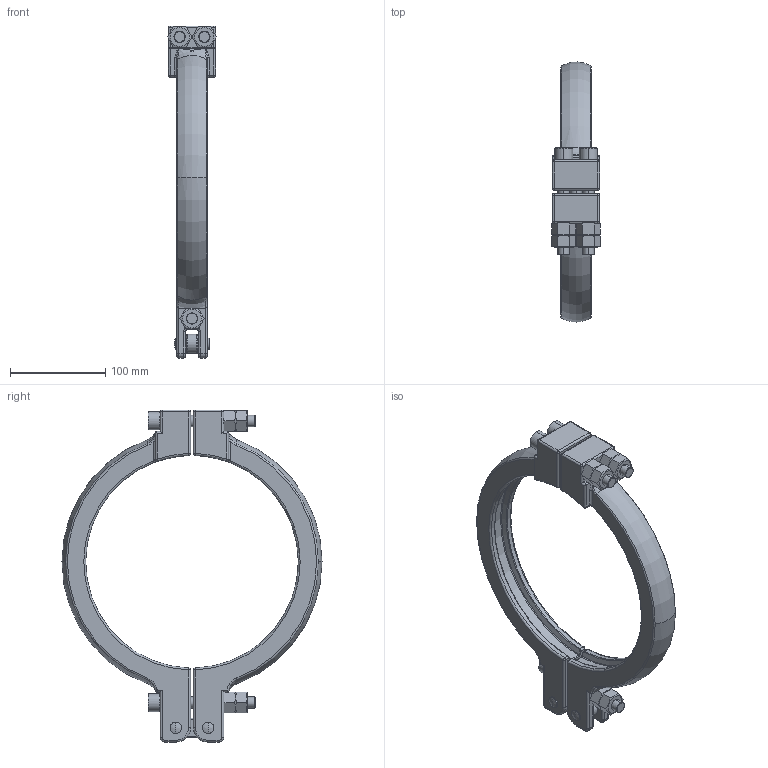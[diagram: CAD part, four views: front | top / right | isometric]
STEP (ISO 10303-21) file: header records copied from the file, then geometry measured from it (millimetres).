
FILE_DESCRIPTION (( 'STEP AP214' ), '1' );
FILE_NAME ('CL.AS8.0858 BLOCK.STEP', '2019-05-23T09:06:34', ( '' ), ( '' ), 'SwSTEP 2.0', 'SolidWorks 2019', '' );
FILE_SCHEMA (( 'AUTOMOTIVE_DESIGN' ));
Length unit declared in the file: millimetre
Products named in the file (1): CL.AS8.0858 BLOCK
Bounding box: 51.4 x 273.43 x 349 mm (x, y, z)
Volume: 762497.8 mm3; surface area: 149201.2 mm2
Topology: 4 solids, 4 shells, 494 faces, 1157 edges, 673 vertices
Faces by surface type: cylinder 158, plane 129, cone 72, bspline 54, torus 53, sphere 28
Entity records: 16563 total; most frequent: CARTESIAN_POINT 5663, ORIENTED_EDGE 2274, DIRECTION 2266, EDGE_CURVE 1137, AXIS2_PLACEMENT_3D 907, VERTEX_POINT 673, EDGE_LOOP 532, FACE_OUTER_BOUND 494
